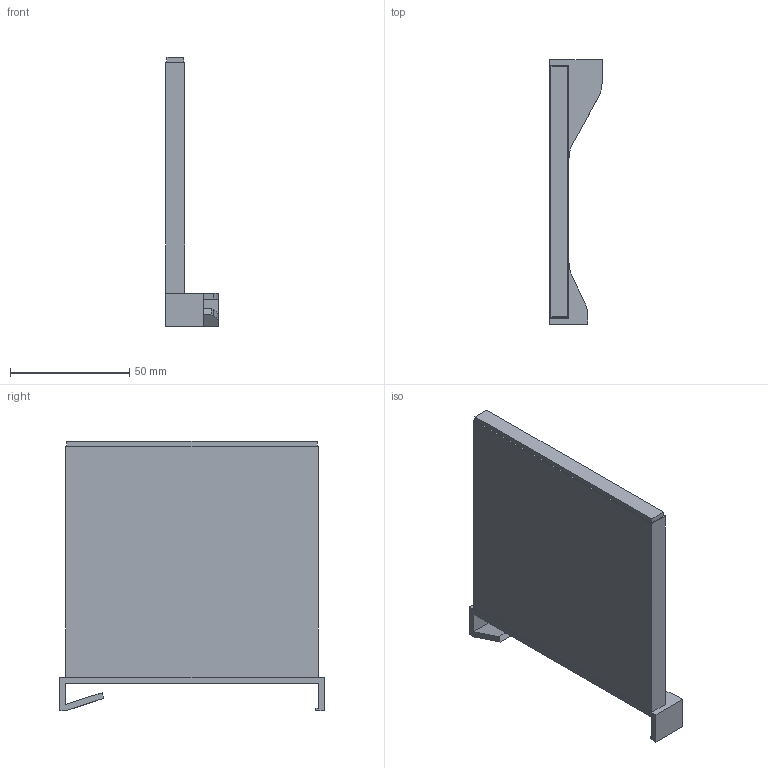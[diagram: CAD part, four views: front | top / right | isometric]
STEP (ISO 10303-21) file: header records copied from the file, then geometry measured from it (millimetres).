
FILE_DESCRIPTION (( 'STEP AP214' ), '1' );
FILE_NAME ('F000617,F000618_3D.step', '2022-10-10T14:03:56', ( '' ), ( '' ), 'SwSTEP 2.0', 'SolidWorks 2020', '' );
FILE_SCHEMA (( 'AUTOMOTIVE_DESIGN' ));
Length unit declared in the file: millimetre
Products named in the file (1): F000617,F000618_3D
Bounding box: 22 x 111 x 113 mm (x, y, z)
Volume: 89122.5 mm3; surface area: 29452 mm2
Topology: 2 solids, 2 shells, 37 faces, 96 edges, 64 vertices
Faces by surface type: plane 31, cylinder 6
Entity records: 1163 total; most frequent: CARTESIAN_POINT 204, ORIENTED_EDGE 192, DIRECTION 180, EDGE_CURVE 96, LINE 84, VECTOR 84, VERTEX_POINT 64, AXIS2_PLACEMENT_3D 48
